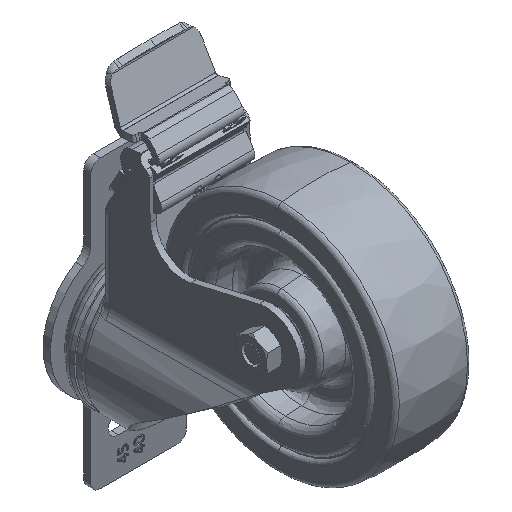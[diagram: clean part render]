
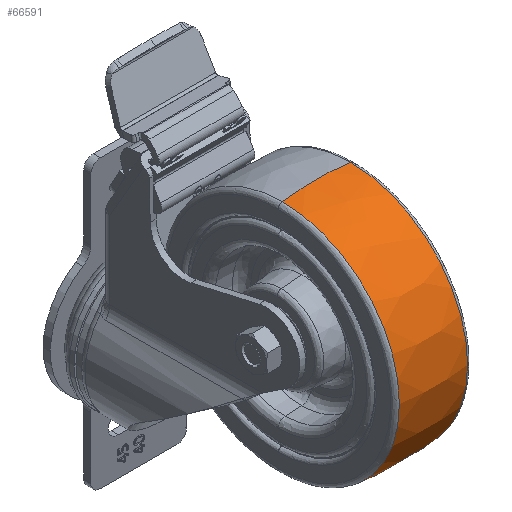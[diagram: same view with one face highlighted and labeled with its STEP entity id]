
A CAD part, isometric view. The second image highlights one B-rep face of the part: STEP entity #66591.
In plain terms, the highlighted free-form (B-spline) face has degree [3, 3] with [4, 4] control points.
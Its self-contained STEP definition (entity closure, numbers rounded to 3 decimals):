
#1219 = CARTESIAN_POINT ( 'NONE',  ( 14.286, 0., -48.974 ) ) ;
#2278 = DIRECTION ( 'NONE',  ( 0., -1., 0. ) ) ;
#2708 = CARTESIAN_POINT ( 'NONE',  ( -14.286, 0., -48.974 ) ) ;
#6336 = CIRCLE ( 'NONE', #49844, 100. ) ;
#7063 = CARTESIAN_POINT ( 'NONE',  ( -14.286, -97.949, -48.974 ) ) ;
#7316 = CARTESIAN_POINT ( 'NONE',  ( 14.286, -97.949, 48.974 ) ) ;
#8893 = FACE_OUTER_BOUND ( 'NONE', #45218, .T. ) ;
#9319 = EDGE_CURVE ( 'NONE', #18297, #41906, #22415, .T. ) ;
#10228 = DIRECTION ( 'NONE',  ( 0., 1., 0. ) ) ;
#13173 = CARTESIAN_POINT ( 'NONE',  ( -14.286, 0., 48.974 ) ) ;
#13378 = EDGE_CURVE ( 'NONE', #41906, #69678, #6336, .T. ) ;
#16755 = CIRCLE ( 'NONE', #37648, 100. ) ;
#18297 = VERTEX_POINT ( 'NONE', #44212 ) ;
#19310 = CARTESIAN_POINT ( 'NONE',  ( -4.795, -100.688, -50.344 ) ) ;
#22415 = CIRCLE ( 'NONE', #57354, 48.974 ) ;
#24147 = ORIENTED_EDGE ( 'NONE', *, *, #9319, .T. ) ;
#24617 = CARTESIAN_POINT ( 'NONE',  ( -14.286, 0., 0. ) ) ;
#25465 = CARTESIAN_POINT ( 'NONE',  ( -4.795, 0., 50.344 ) ) ;
#27715 = DIRECTION ( 'NONE',  ( -1., 0., 0. ) ) ;
#30741 = DIRECTION ( 'NONE',  ( 0., 0., 1. ) ) ;
#31573 = CARTESIAN_POINT ( 'NONE',  ( 4.795, -100.688, -50.344 ) ) ;
#37648 = AXIS2_PLACEMENT_3D ( 'NONE', #46698, #10228, #52857 ) ;
#37655 = CARTESIAN_POINT ( 'NONE',  ( 4.795, 0., 50.344 ) ) ;
#38099 = ORIENTED_EDGE ( 'NONE', *, *, #13378, .T. ) ;
#38718 = CARTESIAN_POINT ( 'NONE',  ( 0., 0., 50. ) ) ;
#39862 =( BOUNDED_SURFACE ( )  B_SPLINE_SURFACE ( 3, 3, ( 
 ( #61680, #7063, #49642, #13173 ),
 ( #55808, #19310, #61944, #25465 ),
 ( #68089, #31573, #74219, #37655 ),
 ( #1219, #43743, #7316, #49905 ) ),
 .UNSPECIFIED., .F., .F., .T. ) 
 B_SPLINE_SURFACE_WITH_KNOTS ( ( 4, 4 ),
 ( 4, 4 ),
 ( 0., 1. ),
 ( 0., 1. ),
 .UNSPECIFIED. ) 
 GEOMETRIC_REPRESENTATION_ITEM ( )  RATIONAL_B_SPLINE_SURFACE ( (
 ( 1., 0.333, 0.333, 1.),
 ( 0.993, 0.331, 0.331, 0.993),
 ( 0.993, 0.331, 0.331, 0.993),
 ( 1., 0.333, 0.333, 1.) ) ) 
 REPRESENTATION_ITEM ( '' )  SURFACE ( )  );
#41906 = VERTEX_POINT ( 'NONE', #2708 ) ;
#43500 = VERTEX_POINT ( 'NONE', #55529 ) ;
#43743 = CARTESIAN_POINT ( 'NONE',  ( 14.286, -97.949, -48.974 ) ) ;
#44212 = CARTESIAN_POINT ( 'NONE',  ( -14.286, 0., 48.974 ) ) ;
#44822 = DIRECTION ( 'NONE',  ( 0., 0., -1. ) ) ;
#44974 = AXIS2_PLACEMENT_3D ( 'NONE', #64193, #27715, #70336 ) ;
#45218 = EDGE_LOOP ( 'NONE', ( #24147, #38099, #61283, #77615 ) ) ;
#46698 = CARTESIAN_POINT ( 'NONE',  ( 0., 0., -50. ) ) ;
#49642 = CARTESIAN_POINT ( 'NONE',  ( -14.286, -97.949, 48.974 ) ) ;
#49844 = AXIS2_PLACEMENT_3D ( 'NONE', #38718, #2278, #44822 ) ;
#49905 = CARTESIAN_POINT ( 'NONE',  ( 14.286, 0., 48.974 ) ) ;
#52857 = DIRECTION ( 'NONE',  ( 0., 0., 1. ) ) ;
#55529 = CARTESIAN_POINT ( 'NONE',  ( 14.286, 0., 48.974 ) ) ;
#55765 = EDGE_CURVE ( 'NONE', #18297, #43500, #16755, .T. ) ;
#55808 = CARTESIAN_POINT ( 'NONE',  ( -4.795, 0., -50.344 ) ) ;
#57354 = AXIS2_PLACEMENT_3D ( 'NONE', #24617, #67246, #30741 ) ;
#59864 = EDGE_CURVE ( 'NONE', #69678, #43500, #72634, .T. ) ;
#61283 = ORIENTED_EDGE ( 'NONE', *, *, #59864, .T. ) ;
#61680 = CARTESIAN_POINT ( 'NONE',  ( -14.286, 0., -48.974 ) ) ;
#61944 = CARTESIAN_POINT ( 'NONE',  ( -4.795, -100.688, 50.344 ) ) ;
#64193 = CARTESIAN_POINT ( 'NONE',  ( 14.286, 0., 0. ) ) ;
#66591 = ADVANCED_FACE ( 'NONE', ( #8893 ), #39862, .T. ) ;
#67246 = DIRECTION ( 'NONE',  ( 1., 0., 0. ) ) ;
#68089 = CARTESIAN_POINT ( 'NONE',  ( 4.795, 0., -50.344 ) ) ;
#69678 = VERTEX_POINT ( 'NONE', #73941 ) ;
#70336 = DIRECTION ( 'NONE',  ( 0., 0., 1. ) ) ;
#72634 = CIRCLE ( 'NONE', #44974, 48.974 ) ;
#73941 = CARTESIAN_POINT ( 'NONE',  ( 14.286, 0., -48.974 ) ) ;
#74219 = CARTESIAN_POINT ( 'NONE',  ( 4.795, -100.688, 50.344 ) ) ;
#77615 = ORIENTED_EDGE ( 'NONE', *, *, #55765, .F. ) ;
